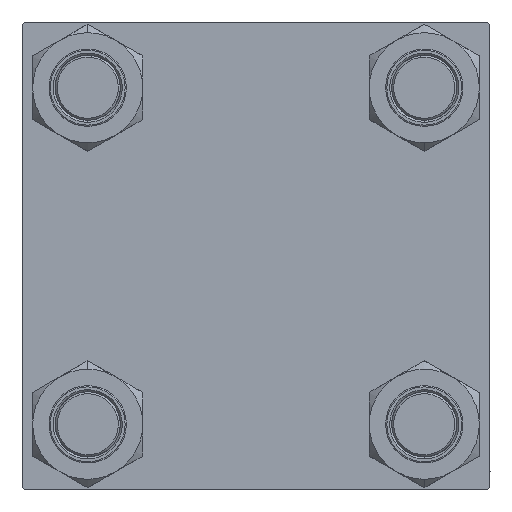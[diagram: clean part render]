
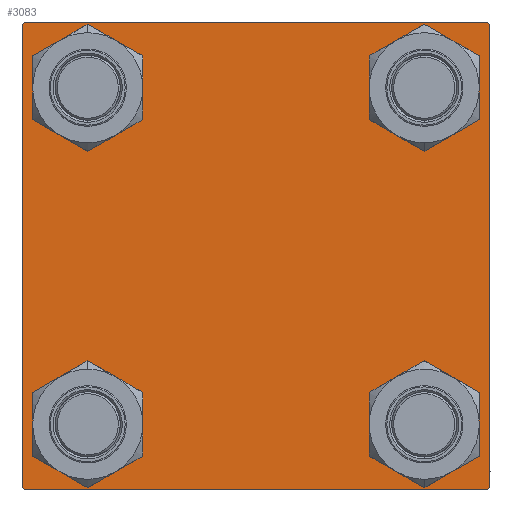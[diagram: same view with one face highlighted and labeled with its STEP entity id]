
A CAD part, left-side view. The second image highlights one B-rep face of the part: STEP entity #3083.
In plain terms, the highlighted planar face has unit normal (-1, 0, 0).
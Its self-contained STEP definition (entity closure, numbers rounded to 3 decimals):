
#442 = VECTOR ( 'NONE', #15049, 1000. ) ;
#532 = CARTESIAN_POINT ( 'NONE',  ( 0., 0., 0. ) ) ;
#955 = DIRECTION ( 'NONE',  ( 0., 0.707, 0.707 ) ) ;
#1817 = EDGE_CURVE ( 'NONE', #6698, #8499, #40973, .T. ) ;
#1953 = LINE ( 'NONE', #26054, #32339 ) ;
#2255 = CARTESIAN_POINT ( 'NONE',  ( 0., -41.35, 49.85 ) ) ;
#2261 = CIRCLE ( 'NONE', #6447, 8.5 ) ;
#2660 = CARTESIAN_POINT ( 'NONE',  ( 0., -41.35, -32.85 ) ) ;
#3083 = ADVANCED_FACE ( 'NONE', ( #48731, #41373, #24382, #25390, #44553 ), #37179, .T. ) ;
#3628 = CARTESIAN_POINT ( 'NONE',  ( 0., -41.35, -41.35 ) ) ;
#3840 = DIRECTION ( 'NONE',  ( 1., 0., 0. ) ) ;
#4635 = CARTESIAN_POINT ( 'NONE',  ( 0., -57., -57.5 ) ) ;
#4972 = ORIENTED_EDGE ( 'NONE', *, *, #32730, .T. ) ;
#5089 = ORIENTED_EDGE ( 'NONE', *, *, #12083, .T. ) ;
#5198 = DIRECTION ( 'NONE',  ( 0., 0., 1. ) ) ;
#5508 = LINE ( 'NONE', #21500, #47774 ) ;
#5907 = LINE ( 'NONE', #13255, #29892 ) ;
#5928 = VERTEX_POINT ( 'NONE', #47909 ) ;
#6447 = AXIS2_PLACEMENT_3D ( 'NONE', #29038, #9134, #5198 ) ;
#6666 = AXIS2_PLACEMENT_3D ( 'NONE', #10935, #3840, #50752 ) ;
#6698 = VERTEX_POINT ( 'NONE', #32565 ) ;
#6944 = EDGE_CURVE ( 'NONE', #25084, #34972, #27803, .T. ) ;
#7605 = VERTEX_POINT ( 'NONE', #10601 ) ;
#8255 = EDGE_CURVE ( 'NONE', #32153, #39547, #14683, .T. ) ;
#8499 = VERTEX_POINT ( 'NONE', #50481 ) ;
#8510 = CARTESIAN_POINT ( 'NONE',  ( 0., 41.35, 41.35 ) ) ;
#9134 = DIRECTION ( 'NONE',  ( 1., 0., 0. ) ) ;
#9689 = CARTESIAN_POINT ( 'NONE',  ( 0., -41.35, -49.85 ) ) ;
#9816 = DIRECTION ( 'NONE',  ( 0., 0., -1. ) ) ;
#10594 = LINE ( 'NONE', #50669, #442 ) ;
#10601 = CARTESIAN_POINT ( 'NONE',  ( 0., -57., 57.5 ) ) ;
#10935 = CARTESIAN_POINT ( 'NONE',  ( 0., 41.35, -41.35 ) ) ;
#11501 = ORIENTED_EDGE ( 'NONE', *, *, #38191, .F. ) ;
#12032 = ORIENTED_EDGE ( 'NONE', *, *, #8255, .T. ) ;
#12069 = ORIENTED_EDGE ( 'NONE', *, *, #46134, .T. ) ;
#12083 = EDGE_CURVE ( 'NONE', #39547, #32153, #2261, .T. ) ;
#12438 = DIRECTION ( 'NONE',  ( 1., 0., 0. ) ) ;
#12465 = VERTEX_POINT ( 'NONE', #13515 ) ;
#12846 = DIRECTION ( 'NONE',  ( -1., 0., 0. ) ) ;
#13255 = CARTESIAN_POINT ( 'NONE',  ( 0., -57.25, 57.25 ) ) ;
#13515 = CARTESIAN_POINT ( 'NONE',  ( 0., -57.5, -57. ) ) ;
#14472 = EDGE_LOOP ( 'NONE', ( #38511, #24863 ) ) ;
#14515 = VERTEX_POINT ( 'NONE', #31442 ) ;
#14683 = CIRCLE ( 'NONE', #42322, 8.5 ) ;
#14980 = DIRECTION ( 'NONE',  ( 0., -1., 0. ) ) ;
#15049 = DIRECTION ( 'NONE',  ( 0., 0.707, -0.707 ) ) ;
#15123 = DIRECTION ( 'NONE',  ( 0., -0.707, -0.707 ) ) ;
#15379 = CARTESIAN_POINT ( 'NONE',  ( 0., 57.25, -57.25 ) ) ;
#16518 = DIRECTION ( 'NONE',  ( 0., 0., 1. ) ) ;
#16629 = CARTESIAN_POINT ( 'NONE',  ( 0., 41.35, -41.35 ) ) ;
#17140 = DIRECTION ( 'NONE',  ( 1., 0., 0. ) ) ;
#17496 = VECTOR ( 'NONE', #50088, 1000. ) ;
#18811 = AXIS2_PLACEMENT_3D ( 'NONE', #24509, #40494, #32888 ) ;
#19019 = EDGE_LOOP ( 'NONE', ( #5089, #12032 ) ) ;
#19165 = LINE ( 'NONE', #41974, #17496 ) ;
#19363 = DIRECTION ( 'NONE',  ( 1., 0., 0. ) ) ;
#19525 = ORIENTED_EDGE ( 'NONE', *, *, #21542, .T. ) ;
#21231 = ORIENTED_EDGE ( 'NONE', *, *, #24860, .F. ) ;
#21500 = CARTESIAN_POINT ( 'NONE',  ( 0., -57.5, 57.5 ) ) ;
#21542 = EDGE_CURVE ( 'NONE', #23616, #14515, #43476, .T. ) ;
#23608 = EDGE_CURVE ( 'NONE', #41099, #44852, #28483, .T. ) ;
#23616 = VERTEX_POINT ( 'NONE', #42726 ) ;
#23749 = LINE ( 'NONE', #15379, #33422 ) ;
#24382 = FACE_BOUND ( 'NONE', #14472, .T. ) ;
#24443 = AXIS2_PLACEMENT_3D ( 'NONE', #16629, #17140, #32604 ) ;
#24509 = CARTESIAN_POINT ( 'NONE',  ( 0., -41.35, 41.35 ) ) ;
#24605 = VERTEX_POINT ( 'NONE', #46082 ) ;
#24860 = EDGE_CURVE ( 'NONE', #40035, #12465, #5508, .T. ) ;
#24863 = ORIENTED_EDGE ( 'NONE', *, *, #27393, .T. ) ;
#25084 = VERTEX_POINT ( 'NONE', #29227 ) ;
#25390 = FACE_BOUND ( 'NONE', #32568, .T. ) ;
#25678 = DIRECTION ( 'NONE',  ( 0., 0., -1. ) ) ;
#25837 = EDGE_LOOP ( 'NONE', ( #47580, #31491 ) ) ;
#26003 = CARTESIAN_POINT ( 'NONE',  ( 0., -57.5, 57. ) ) ;
#26054 = CARTESIAN_POINT ( 'NONE',  ( 0., 57.5, 57.5 ) ) ;
#26468 = VECTOR ( 'NONE', #14980, 1000. ) ;
#26483 = DIRECTION ( 'NONE',  ( 0., 0., 1. ) ) ;
#26739 = CARTESIAN_POINT ( 'NONE',  ( 0., -41.35, 41.35 ) ) ;
#27393 = EDGE_CURVE ( 'NONE', #8499, #6698, #35290, .T. ) ;
#27428 = ORIENTED_EDGE ( 'NONE', *, *, #49753, .T. ) ;
#27627 = DIRECTION ( 'NONE',  ( 0., 0., 1. ) ) ;
#27803 = LINE ( 'NONE', #38807, #26468 ) ;
#27843 = CARTESIAN_POINT ( 'NONE',  ( 0., 57., 57.5 ) ) ;
#28408 = AXIS2_PLACEMENT_3D ( 'NONE', #8510, #12438, #27627 ) ;
#28483 = CIRCLE ( 'NONE', #35170, 8.5 ) ;
#29038 = CARTESIAN_POINT ( 'NONE',  ( 0., -41.35, -41.35 ) ) ;
#29227 = CARTESIAN_POINT ( 'NONE',  ( 0., 57., -57.5 ) ) ;
#29892 = VECTOR ( 'NONE', #955, 1000. ) ;
#30376 = EDGE_LOOP ( 'NONE', ( #32965, #48846, #51674, #12069, #21231, #47659, #11501, #4972 ) ) ;
#30889 = VERTEX_POINT ( 'NONE', #27843 ) ;
#31288 = CARTESIAN_POINT ( 'NONE',  ( 0., -41.35, 32.85 ) ) ;
#31442 = CARTESIAN_POINT ( 'NONE',  ( 0., 41.35, 32.85 ) ) ;
#31461 = CARTESIAN_POINT ( 'NONE',  ( 0., 57.5, 57.5 ) ) ;
#31491 = ORIENTED_EDGE ( 'NONE', *, *, #23608, .T. ) ;
#31721 = DIRECTION ( 'NONE',  ( 0., -1., 0. ) ) ;
#31837 = EDGE_CURVE ( 'NONE', #44852, #41099, #46428, .T. ) ;
#32153 = VERTEX_POINT ( 'NONE', #9689 ) ;
#32339 = VECTOR ( 'NONE', #9816, 1000. ) ;
#32565 = CARTESIAN_POINT ( 'NONE',  ( 0., 41.35, -32.85 ) ) ;
#32568 = EDGE_LOOP ( 'NONE', ( #19525, #27428 ) ) ;
#32604 = DIRECTION ( 'NONE',  ( 0., 0., 1. ) ) ;
#32718 = AXIS2_PLACEMENT_3D ( 'NONE', #35746, #51724, #48058 ) ;
#32730 = EDGE_CURVE ( 'NONE', #30889, #24605, #10594, .T. ) ;
#32888 = DIRECTION ( 'NONE',  ( 0., 0., 1. ) ) ;
#32965 = ORIENTED_EDGE ( 'NONE', *, *, #39145, .T. ) ;
#33422 = VECTOR ( 'NONE', #15123, 1000. ) ;
#34972 = VERTEX_POINT ( 'NONE', #4635 ) ;
#35170 = AXIS2_PLACEMENT_3D ( 'NONE', #26739, #46383, #26483 ) ;
#35290 = CIRCLE ( 'NONE', #24443, 8.5 ) ;
#35746 = CARTESIAN_POINT ( 'NONE',  ( 0., 41.35, 41.35 ) ) ;
#37179 = PLANE ( 'NONE',  #41105 ) ;
#38123 = VECTOR ( 'NONE', #31721, 1000. ) ;
#38191 = EDGE_CURVE ( 'NONE', #30889, #7605, #44293, .T. ) ;
#38511 = ORIENTED_EDGE ( 'NONE', *, *, #1817, .T. ) ;
#38807 = CARTESIAN_POINT ( 'NONE',  ( 0., 57.5, -57.5 ) ) ;
#39145 = EDGE_CURVE ( 'NONE', #24605, #5928, #1953, .T. ) ;
#39547 = VERTEX_POINT ( 'NONE', #2660 ) ;
#40035 = VERTEX_POINT ( 'NONE', #26003 ) ;
#40494 = DIRECTION ( 'NONE',  ( 1., 0., 0. ) ) ;
#40973 = CIRCLE ( 'NONE', #6666, 8.5 ) ;
#40988 = EDGE_CURVE ( 'NONE', #40035, #7605, #5907, .T. ) ;
#41099 = VERTEX_POINT ( 'NONE', #31288 ) ;
#41105 = AXIS2_PLACEMENT_3D ( 'NONE', #532, #12846, #16518 ) ;
#41373 = FACE_BOUND ( 'NONE', #19019, .T. ) ;
#41974 = CARTESIAN_POINT ( 'NONE',  ( 0., -57.25, -57.25 ) ) ;
#42322 = AXIS2_PLACEMENT_3D ( 'NONE', #3628, #19363, #47382 ) ;
#42726 = CARTESIAN_POINT ( 'NONE',  ( 0., 41.35, 49.85 ) ) ;
#43476 = CIRCLE ( 'NONE', #32718, 8.5 ) ;
#44293 = LINE ( 'NONE', #31461, #38123 ) ;
#44553 = FACE_OUTER_BOUND ( 'NONE', #30376, .T. ) ;
#44852 = VERTEX_POINT ( 'NONE', #2255 ) ;
#46082 = CARTESIAN_POINT ( 'NONE',  ( 0., 57.5, 57. ) ) ;
#46134 = EDGE_CURVE ( 'NONE', #34972, #12465, #19165, .T. ) ;
#46383 = DIRECTION ( 'NONE',  ( 1., 0., 0. ) ) ;
#46428 = CIRCLE ( 'NONE', #18811, 8.5 ) ;
#46558 = EDGE_CURVE ( 'NONE', #5928, #25084, #23749, .T. ) ;
#47382 = DIRECTION ( 'NONE',  ( 0., 0., 1. ) ) ;
#47580 = ORIENTED_EDGE ( 'NONE', *, *, #31837, .T. ) ;
#47659 = ORIENTED_EDGE ( 'NONE', *, *, #40988, .T. ) ;
#47774 = VECTOR ( 'NONE', #25678, 1000. ) ;
#47909 = CARTESIAN_POINT ( 'NONE',  ( 0., 57.5, -57. ) ) ;
#48058 = DIRECTION ( 'NONE',  ( 0., 0., 1. ) ) ;
#48731 = FACE_BOUND ( 'NONE', #25837, .T. ) ;
#48846 = ORIENTED_EDGE ( 'NONE', *, *, #46558, .T. ) ;
#49753 = EDGE_CURVE ( 'NONE', #14515, #23616, #50990, .T. ) ;
#50088 = DIRECTION ( 'NONE',  ( 0., -0.707, 0.707 ) ) ;
#50481 = CARTESIAN_POINT ( 'NONE',  ( 0., 41.35, -49.85 ) ) ;
#50669 = CARTESIAN_POINT ( 'NONE',  ( 0., 57.25, 57.25 ) ) ;
#50752 = DIRECTION ( 'NONE',  ( 0., 0., 1. ) ) ;
#50990 = CIRCLE ( 'NONE', #28408, 8.5 ) ;
#51674 = ORIENTED_EDGE ( 'NONE', *, *, #6944, .T. ) ;
#51724 = DIRECTION ( 'NONE',  ( 1., 0., 0. ) ) ;
